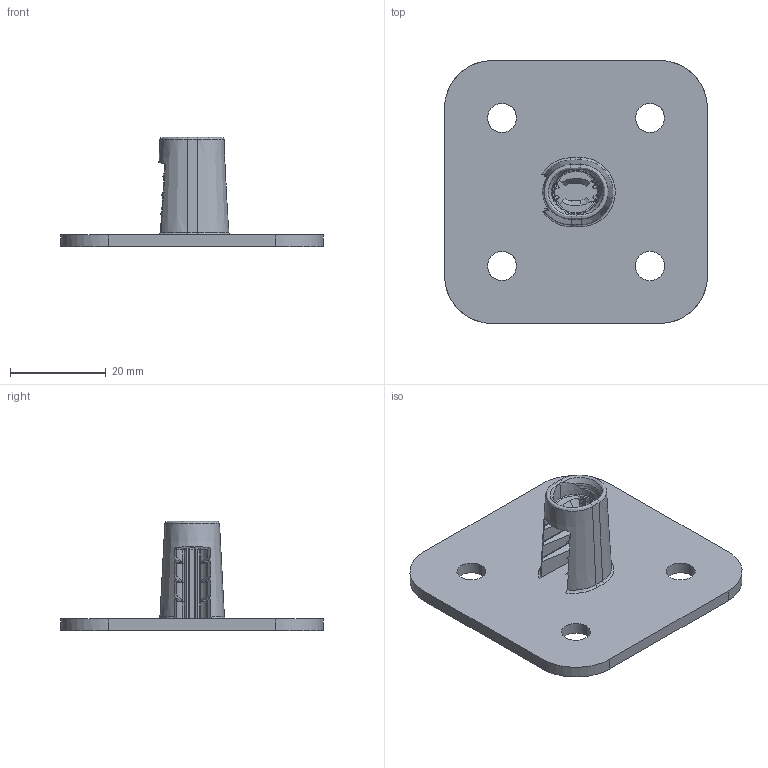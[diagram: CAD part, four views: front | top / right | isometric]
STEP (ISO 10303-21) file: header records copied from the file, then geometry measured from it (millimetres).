
FILE_DESCRIPTION(('CATIA V5 STEP','CAx-IF Rec.Pracs.--- Model Styling and Organization---1.5--- 2016-08-15','CAx-IF Rec.Pracs.---Supplemental Geometry---1.0---2011-11-01','CAx-IF Rec.Pracs.--- Composite Materials ---1.1---2010-07-15','CAx-IF Rec.Pracs.--- Geometric and Assembly Validation Properties ---3.1---2016-08-17'),'2;1');
FILE_NAME('DIGI_AUTO_FAB_FUNKDEMO_TUCKERBLOZENSITZ.stp','2024-02-01T12:11:44+00:00',('OpenDXM CA5 STEP'),('Dr. Ing. h.c. F. Porsche AG'),'CATIA Version 5-6 Release 2022 SP3 HF23','CATIA V5 STEP AP214 v2','geheim');
FILE_SCHEMA(('AUTOMOTIVE_DESIGN { 1 0 10303 214 1 1 1 1 }'));
Length unit declared in the file: millimetre
Products named in the file (1): DIGI_AUTO_FAB_FUNKDEMO_TUCKERBLOZENSITZ
Bounding box: 55 x 55 x 22.91 mm (x, y, z)
Volume: 8592.6 mm3; surface area: 7722.3 mm2
Topology: 1 solids, 1 shells, 217 faces, 595 edges, 380 vertices
Faces by surface type: cylinder 83, plane 65, bspline 36, cone 22, torus 11
Entity records: 8365 total; most frequent: CARTESIAN_POINT 3801, ORIENTED_EDGE 1190, EDGE_CURVE 595, DIRECTION 515, VERTEX_POINT 379, B_SPLINE_CURVE_WITH_KNOTS 354, EDGE_LOOP 226, ADVANCED_FACE 217
